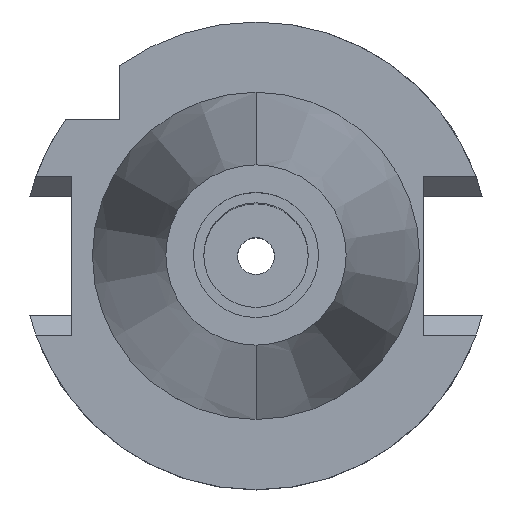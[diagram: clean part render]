
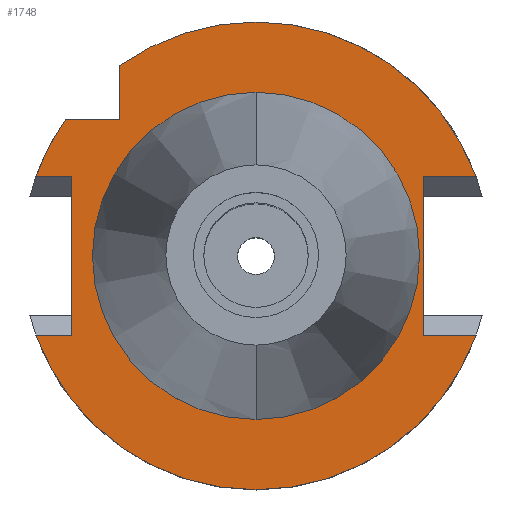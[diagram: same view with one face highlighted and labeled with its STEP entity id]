
A CAD part, top view. The second image highlights one B-rep face of the part: STEP entity #1748.
In plain terms, the highlighted planar face has unit normal (0, 0, 1).
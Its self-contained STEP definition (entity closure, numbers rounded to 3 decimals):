
#94=CARTESIAN_POINT('',(0.,0.,-1.));
#95=DIRECTION('',(0.,0.,-1.));
#96=DIRECTION('',(-0.582,0.813,0.));
#97=AXIS2_PLACEMENT_3D('',#94,#95,#96);
#102=CARTESIAN_POINT('',(0.,0.,-1.));
#103=DIRECTION('',(0.,0.,-1.));
#104=DIRECTION('',(0.,1.,0.));
#105=AXIS2_PLACEMENT_3D('',#102,#103,#104);
#110=DIRECTION('',(0.,-1.,0.));
#111=VECTOR('',#110,21.5);
#112=CARTESIAN_POINT('',(22.7,10.75,-1.));
#113=LINE('',#112,#111);
#117=DIRECTION('',(1.,0.,0.));
#118=VECTOR('',#117,7.201);
#119=CARTESIAN_POINT('',(22.7,-10.75,-1.));
#120=LINE('',#119,#118);
#124=CARTESIAN_POINT('',(0.,0.,-1.));
#125=DIRECTION('',(0.,0.,-1.));
#126=DIRECTION('',(0.941,-0.338,0.));
#127=AXIS2_PLACEMENT_3D('',#124,#125,#126);
#132=CARTESIAN_POINT('',(0.,0.,-1.));
#133=DIRECTION('',(0.,0.,-1.));
#134=DIRECTION('',(0.,-1.,0.));
#135=AXIS2_PLACEMENT_3D('',#132,#133,#134);
#140=DIRECTION('',(-1.,0.,0.));
#141=VECTOR('',#140,4.901);
#142=CARTESIAN_POINT('',(-25.,10.75,-1.));
#143=LINE('',#142,#141);
#147=CARTESIAN_POINT('',(0.,0.,-1.));
#148=DIRECTION('',(0.,0.,-1.));
#149=DIRECTION('',(-0.941,0.338,0.));
#150=AXIS2_PLACEMENT_3D('',#147,#148,#149);
#155=CARTESIAN_POINT('',(0.,0.,-1.));
#156=DIRECTION('',(0.,0.,1.));
#157=DIRECTION('',(0.,-1.,0.));
#158=AXIS2_PLACEMENT_3D('',#155,#156,#157);
#163=CARTESIAN_POINT('',(0.,0.,-1.));
#164=DIRECTION('',(0.,0.,1.));
#165=DIRECTION('',(0.,1.,0.));
#166=AXIS2_PLACEMENT_3D('',#163,#164,#165);
#188=DIRECTION('',(0.,-1.,0.));
#189=VECTOR('',#188,7.334);
#190=CARTESIAN_POINT('',(-18.5,25.834,-1.));
#191=LINE('',#190,#189);
#293=DIRECTION('',(-1.,0.,0.));
#294=VECTOR('',#293,7.334);
#295=CARTESIAN_POINT('',(-18.5,18.5,-1.));
#296=LINE('',#295,#294);
#346=DIRECTION('',(0.,-1.,0.));
#347=VECTOR('',#346,21.5);
#348=CARTESIAN_POINT('',(-25.,10.75,-1.));
#349=LINE('',#348,#347);
#515=DIRECTION('',(-1.,0.,0.));
#516=VECTOR('',#515,4.901);
#517=CARTESIAN_POINT('',(-25.,-10.75,-1.));
#518=LINE('',#517,#516);
#525=CARTESIAN_POINT('',(-29.901,-10.75,-1.));
#807=DIRECTION('',(1.,0.,0.));
#808=VECTOR('',#807,7.201);
#809=CARTESIAN_POINT('',(22.7,10.75,-1.));
#810=LINE('',#809,#808);
#831=CARTESIAN_POINT('',(29.901,10.75,-1.));
#1513=CARTESIAN_POINT('',(-18.5,25.834,-1.));
#1514=VERTEX_POINT('',#1513);
#1515=CARTESIAN_POINT('',(-18.5,18.5,-1.));
#1516=VERTEX_POINT('',#1515);
#1546=CARTESIAN_POINT('',(-25.,10.75,-1.));
#1547=VERTEX_POINT('',#1546);
#1548=CARTESIAN_POINT('',(-25.,-10.75,-1.));
#1549=VERTEX_POINT('',#1548);
#1606=VERTEX_POINT('',#525);
#1607=CARTESIAN_POINT('',(0.,-31.775,-1.));
#1608=VERTEX_POINT('',#1607);
#1609=CARTESIAN_POINT('',(29.901,-10.75,-1.));
#1610=VERTEX_POINT('',#1609);
#1614=VERTEX_POINT('',#831);
#1615=CARTESIAN_POINT('',(0.,31.775,-1.));
#1616=VERTEX_POINT('',#1615);
#1617=CARTESIAN_POINT('',(-25.834,18.5,-1.));
#1618=VERTEX_POINT('',#1617);
#1619=CARTESIAN_POINT('',(-29.901,10.75,-1.));
#1620=VERTEX_POINT('',#1619);
#1621=CARTESIAN_POINT('',(22.7,10.75,-1.));
#1622=VERTEX_POINT('',#1621);
#1623=CARTESIAN_POINT('',(22.7,-10.75,-1.));
#1624=VERTEX_POINT('',#1623);
#1625=CARTESIAN_POINT('',(0.,-22.225,-1.));
#1626=CARTESIAN_POINT('',(0.,22.225,-1.));
#1627=VERTEX_POINT('',#1625);
#1628=VERTEX_POINT('',#1626);
#1711=CARTESIAN_POINT('',(0.,0.,-1.));
#1712=DIRECTION('',(0.,0.,-1.));
#1713=DIRECTION('',(0.,-1.,0.));
#1714=AXIS2_PLACEMENT_3D('',#1711,#1712,#1713);
#1715=PLANE('',#1714);
#1717=ORIENTED_EDGE('',*,*,#1716,.F.);
#1719=ORIENTED_EDGE('',*,*,#1718,.T.);
#1721=ORIENTED_EDGE('',*,*,#1720,.T.);
#1723=ORIENTED_EDGE('',*,*,#1722,.F.);
#1725=ORIENTED_EDGE('',*,*,#1724,.T.);
#1727=ORIENTED_EDGE('',*,*,#1726,.T.);
#1729=ORIENTED_EDGE('',*,*,#1728,.T.);
#1731=ORIENTED_EDGE('',*,*,#1730,.T.);
#1733=ORIENTED_EDGE('',*,*,#1732,.F.);
#1735=ORIENTED_EDGE('',*,*,#1734,.F.);
#1737=ORIENTED_EDGE('',*,*,#1736,.T.);
#1739=ORIENTED_EDGE('',*,*,#1738,.T.);
#1741=ORIENTED_EDGE('',*,*,#1740,.F.);
#1742=EDGE_LOOP('',(#1717,#1719,#1721,#1723,#1725,#1727,#1729,#1731,#1733,#1735,
#1737,#1739,#1741));
#1743=FACE_OUTER_BOUND('',#1742,.F.);
#1744=ORIENTED_EDGE('',*,*,#1690,.T.);
#1745=ORIENTED_EDGE('',*,*,#1706,.T.);
#1746=EDGE_LOOP('',(#1744,#1745));
#1747=FACE_BOUND('',#1746,.F.);
#98=CIRCLE('',#97,31.775);
#106=CIRCLE('',#105,31.775);
#128=CIRCLE('',#127,31.775);
#136=CIRCLE('',#135,31.775);
#151=CIRCLE('',#150,31.775);
#159=CIRCLE('',#158,22.225);
#167=CIRCLE('',#166,22.225);
#1690=EDGE_CURVE('',#1627,#1628,#159,.T.);
#1706=EDGE_CURVE('',#1628,#1627,#167,.T.);
#1716=EDGE_CURVE('',#1514,#1516,#191,.T.);
#1718=EDGE_CURVE('',#1514,#1616,#98,.T.);
#1720=EDGE_CURVE('',#1616,#1614,#106,.T.);
#1722=EDGE_CURVE('',#1622,#1614,#810,.T.);
#1724=EDGE_CURVE('',#1622,#1624,#113,.T.);
#1726=EDGE_CURVE('',#1624,#1610,#120,.T.);
#1728=EDGE_CURVE('',#1610,#1608,#128,.T.);
#1730=EDGE_CURVE('',#1608,#1606,#136,.T.);
#1732=EDGE_CURVE('',#1549,#1606,#518,.T.);
#1734=EDGE_CURVE('',#1547,#1549,#349,.T.);
#1736=EDGE_CURVE('',#1547,#1620,#143,.T.);
#1738=EDGE_CURVE('',#1620,#1618,#151,.T.);
#1740=EDGE_CURVE('',#1516,#1618,#296,.T.);
#1748=ADVANCED_FACE('',(#1743,#1747),#1715,.F.);
